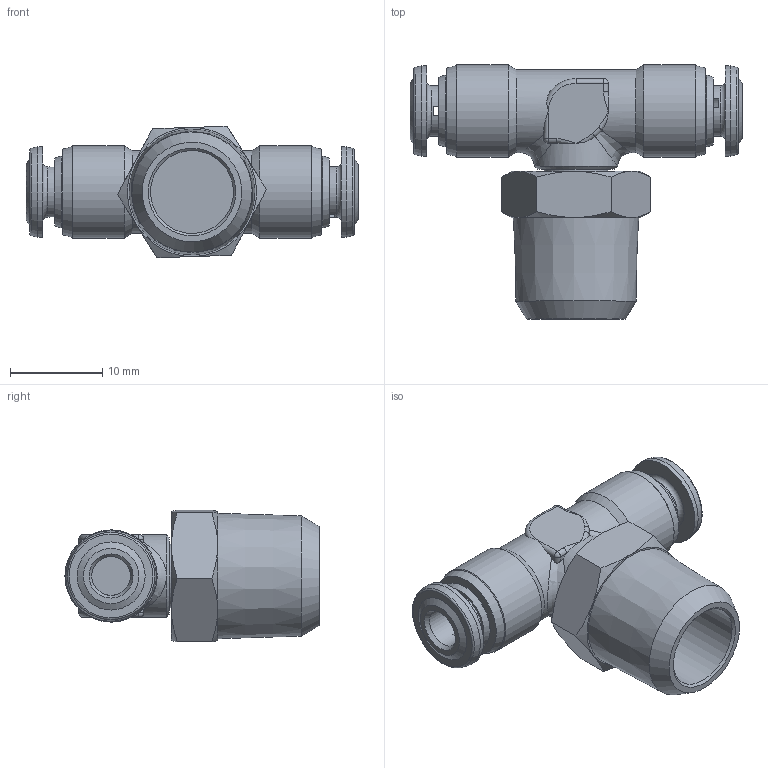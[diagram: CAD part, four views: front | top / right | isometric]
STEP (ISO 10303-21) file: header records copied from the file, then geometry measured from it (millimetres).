
FILE_DESCRIPTION(/* description */ (''),/* implementation_level */ '2;1');
FILE_NAME(/* name */ 'iqst_144_es.stp',/* time_stamp */ '2016-06-29T14:06:09+02:00',/* author */ ('hamoud'),/* organization */ (''),/* preprocessor_version */ 'ST-DEVELOPER v15.6',/* originating_system */ 'Autodesk Inventor LT ',/* authorisation */ '');
FILE_SCHEMA (('AUTOMOTIVE_DESIGN { 1 0 10303 214 3 1 1 }'));
Length unit declared in the file: millimetre
Products named in the file (1): iqst_144_es
Bounding box: 36 x 27.55 x 14.26 mm (x, y, z)
Volume: 4314.2 mm3; surface area: 2701.8 mm2
Topology: 1 solids, 1 shells, 137 faces, 324 edges, 189 vertices
Faces by surface type: plane 46, cone 34, cylinder 32, torus 11, bspline 10, sphere 4
Full cylindrical faces by diameter (mm): 4.2 x2, 5.5 x2, 5.6 x2, 6.9 x1, 7 x1, 9 x2, 9.8 x2, 10 x2
Entity records: 4246 total; most frequent: CARTESIAN_POINT 1333, DIRECTION 574, ORIENTED_EDGE 512, EDGE_CURVE 256, AXIS2_PLACEMENT_3D 254, EDGE_LOOP 200, VERTEX_POINT 176, STYLED_ITEM 138
